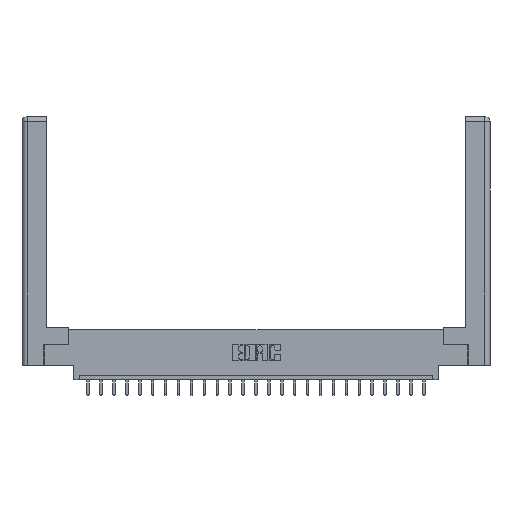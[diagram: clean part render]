
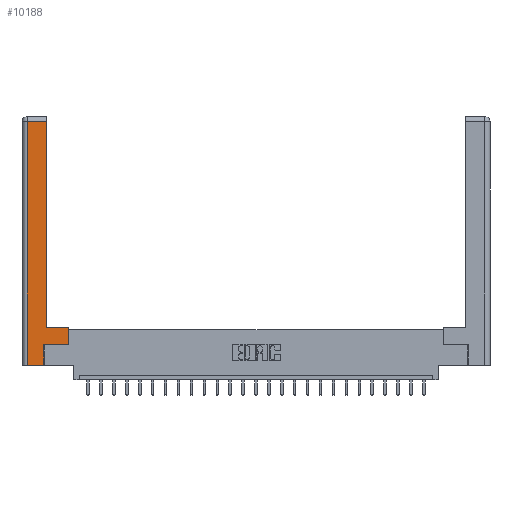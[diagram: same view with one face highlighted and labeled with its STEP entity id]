
A CAD part, top view. The second image highlights one B-rep face of the part: STEP entity #10188.
In plain terms, the highlighted planar face has unit normal (0, 0, 1).
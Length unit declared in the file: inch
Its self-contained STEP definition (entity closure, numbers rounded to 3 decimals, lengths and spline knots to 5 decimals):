
#393 = EDGE_CURVE ( 'NONE', #4355, #9640, #24509, .T. ) ;
#1269 = VECTOR ( 'NONE', #3934, 39.37008 ) ;
#1424 = LINE ( 'NONE', #22278, #11330 ) ;
#1660 = VECTOR ( 'NONE', #23856, 39.37008 ) ;
#3561 = ORIENTED_EDGE ( 'NONE', *, *, #15003, .T. ) ;
#3875 = VECTOR ( 'NONE', #10298, 39.37008 ) ;
#3934 = DIRECTION ( 'NONE',  ( -1., 0., 0. ) ) ;
#3944 = ORIENTED_EDGE ( 'NONE', *, *, #5886, .T. ) ;
#4100 = VERTEX_POINT ( 'NONE', #14351 ) ;
#4355 = VERTEX_POINT ( 'NONE', #17024 ) ;
#5581 = CARTESIAN_POINT ( 'NONE',  ( 0.265, 0., 0. ) ) ;
#5745 = VECTOR ( 'NONE', #18858, 39.37008 ) ;
#5886 = EDGE_CURVE ( 'NONE', #9014, #23688, #8101, .T. ) ;
#5968 = ORIENTED_EDGE ( 'NONE', *, *, #22411, .T. ) ;
#6535 = ORIENTED_EDGE ( 'NONE', *, *, #7620, .T. ) ;
#6896 = VECTOR ( 'NONE', #18835, 39.37008 ) ;
#6919 = VERTEX_POINT ( 'NONE', #13681 ) ;
#6993 = DIRECTION ( 'NONE',  ( 0., -1., 0. ) ) ;
#7620 = EDGE_CURVE ( 'NONE', #4100, #6919, #23577, .T. ) ;
#7970 = CARTESIAN_POINT ( 'NONE',  ( 0.295, 0.45, 0. ) ) ;
#8101 = LINE ( 'NONE', #11210, #3875 ) ;
#8230 = ORIENTED_EDGE ( 'NONE', *, *, #393, .T. ) ;
#8333 = LINE ( 'NONE', #13553, #8947 ) ;
#8751 = LINE ( 'NONE', #5581, #5745 ) ;
#8905 = CARTESIAN_POINT ( 'NONE',  ( 0., 0., 0. ) ) ;
#8947 = VECTOR ( 'NONE', #23027, 39.37008 ) ;
#9014 = VERTEX_POINT ( 'NONE', #10039 ) ;
#9354 = EDGE_CURVE ( 'NONE', #18377, #4355, #8333, .T. ) ;
#9640 = VERTEX_POINT ( 'NONE', #10856 ) ;
#10039 = CARTESIAN_POINT ( 'NONE',  ( 0.295, 0.45, 0. ) ) ;
#10188 = ADVANCED_FACE ( 'NONE', ( #17007 ), #16603, .F. ) ;
#10298 = DIRECTION ( 'NONE',  ( 0., 1., 0. ) ) ;
#10856 = CARTESIAN_POINT ( 'NONE',  ( 0.565, 0.245, 0. ) ) ;
#11102 = ORIENTED_EDGE ( 'NONE', *, *, #9354, .T. ) ;
#11210 = CARTESIAN_POINT ( 'NONE',  ( 0.295, 3., 0. ) ) ;
#11330 = VECTOR ( 'NONE', #14558, 39.37008 ) ;
#11471 = LINE ( 'NONE', #7970, #1269 ) ;
#11980 = LINE ( 'NONE', #16860, #6896 ) ;
#12733 = EDGE_CURVE ( 'NONE', #13311, #9014, #11471, .T. ) ;
#12758 = DIRECTION ( 'NONE',  ( -1., 0., 0. ) ) ;
#13311 = VERTEX_POINT ( 'NONE', #22789 ) ;
#13497 = CARTESIAN_POINT ( 'NONE',  ( 0.295, 2.94, 0. ) ) ;
#13553 = CARTESIAN_POINT ( 'NONE',  ( 0.265, 0.245, 0. ) ) ;
#13681 = CARTESIAN_POINT ( 'NONE',  ( 0.0615, 0., 0. ) ) ;
#14208 = EDGE_CURVE ( 'NONE', #9640, #13311, #11980, .T. ) ;
#14351 = CARTESIAN_POINT ( 'NONE',  ( 0.0615, 2.94, 0. ) ) ;
#14558 = DIRECTION ( 'NONE',  ( -1., 0., 0. ) ) ;
#15003 = EDGE_CURVE ( 'NONE', #23688, #4100, #1424, .T. ) ;
#16603 = PLANE ( 'NONE',  #24910 ) ;
#16860 = CARTESIAN_POINT ( 'NONE',  ( 0.565, 0.45, 0. ) ) ;
#17007 = FACE_OUTER_BOUND ( 'NONE', #21414, .T. ) ;
#17024 = CARTESIAN_POINT ( 'NONE',  ( 0.265, 0.245, 0. ) ) ;
#18377 = VERTEX_POINT ( 'NONE', #20461 ) ;
#18835 = DIRECTION ( 'NONE',  ( 0., 1., 0. ) ) ;
#18858 = DIRECTION ( 'NONE',  ( 1., 0., 0. ) ) ;
#19650 = ORIENTED_EDGE ( 'NONE', *, *, #12733, .T. ) ;
#20015 = CARTESIAN_POINT ( 'NONE',  ( 0.565, 0.245, 0. ) ) ;
#20461 = CARTESIAN_POINT ( 'NONE',  ( 0.265, 0., 0. ) ) ;
#20506 = DIRECTION ( 'NONE',  ( 0., 0., -1. ) ) ;
#21414 = EDGE_LOOP ( 'NONE', ( #3944, #3561, #6535, #5968, #11102, #8230, #22189, #19650 ) ) ;
#22189 = ORIENTED_EDGE ( 'NONE', *, *, #14208, .T. ) ;
#22278 = CARTESIAN_POINT ( 'NONE',  ( 0.0615, 2.94, 0. ) ) ;
#22411 = EDGE_CURVE ( 'NONE', #6919, #18377, #8751, .T. ) ;
#22789 = CARTESIAN_POINT ( 'NONE',  ( 0.565, 0.45, 0. ) ) ;
#23027 = DIRECTION ( 'NONE',  ( 0., 1., 0. ) ) ;
#23426 = CARTESIAN_POINT ( 'NONE',  ( 0.0615, 0., 0. ) ) ;
#23577 = LINE ( 'NONE', #23426, #24218 ) ;
#23688 = VERTEX_POINT ( 'NONE', #13497 ) ;
#23856 = DIRECTION ( 'NONE',  ( 1., 0., 0. ) ) ;
#24218 = VECTOR ( 'NONE', #6993, 39.37008 ) ;
#24509 = LINE ( 'NONE', #20015, #1660 ) ;
#24910 = AXIS2_PLACEMENT_3D ( 'NONE', #8905, #20506, #12758 ) ;
